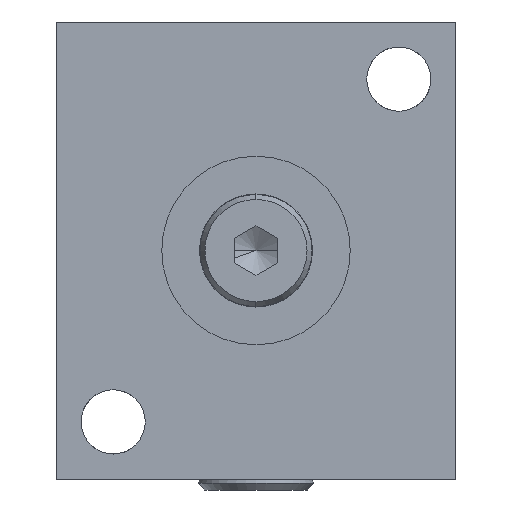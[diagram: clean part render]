
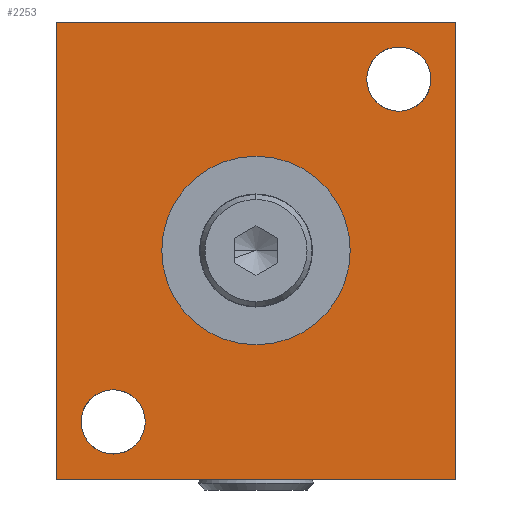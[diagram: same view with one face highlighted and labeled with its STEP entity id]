
A CAD part, left-side view. The second image highlights one B-rep face of the part: STEP entity #2253.
In plain terms, the highlighted planar face has unit normal (-1, 0, 0).
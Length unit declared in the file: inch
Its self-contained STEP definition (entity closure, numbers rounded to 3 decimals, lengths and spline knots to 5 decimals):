
#303=DIRECTION('',(0.,0.,-1.));
#304=VECTOR('',#303,2.);
#305=CARTESIAN_POINT('',(-4.875,0.875,1.));
#306=LINE('',#305,#304);
#307=DIRECTION('',(0.,1.,0.));
#308=VECTOR('',#307,1.75);
#309=CARTESIAN_POINT('',(-4.875,-0.875,1.));
#310=LINE('',#309,#308);
#311=DIRECTION('',(0.,0.,1.));
#312=VECTOR('',#311,2.);
#313=CARTESIAN_POINT('',(-4.875,-0.875,-1.));
#314=LINE('',#313,#312);
#315=DIRECTION('',(0.,-1.,0.));
#316=VECTOR('',#315,1.75);
#317=CARTESIAN_POINT('',(-4.875,0.875,-1.));
#318=LINE('',#317,#316);
#319=CARTESIAN_POINT('',(-4.875,0.,0.));
#320=DIRECTION('',(-1.,0.,0.));
#321=DIRECTION('',(0.,1.,0.));
#322=AXIS2_PLACEMENT_3D('',#319,#320,#321);
#324=CARTESIAN_POINT('',(-4.875,0.,0.));
#325=DIRECTION('',(-1.,0.,0.));
#326=DIRECTION('',(0.,-1.,0.));
#327=AXIS2_PLACEMENT_3D('',#324,#325,#326);
#329=CARTESIAN_POINT('',(-4.875,-0.625,0.75));
#330=DIRECTION('',(-1.,0.,0.));
#331=DIRECTION('',(0.,-1.,0.));
#332=AXIS2_PLACEMENT_3D('',#329,#330,#331);
#334=CARTESIAN_POINT('',(-4.875,-0.625,0.75));
#335=DIRECTION('',(-1.,0.,0.));
#336=DIRECTION('',(0.,1.,0.));
#337=AXIS2_PLACEMENT_3D('',#334,#335,#336);
#339=CARTESIAN_POINT('',(-4.875,0.625,-0.75));
#340=DIRECTION('',(-1.,0.,0.));
#341=DIRECTION('',(0.,-1.,0.));
#342=AXIS2_PLACEMENT_3D('',#339,#340,#341);
#344=CARTESIAN_POINT('',(-4.875,0.625,-0.75));
#345=DIRECTION('',(-1.,0.,0.));
#346=DIRECTION('',(0.,1.,0.));
#347=AXIS2_PLACEMENT_3D('',#344,#345,#346);
#1498=CARTESIAN_POINT('',(-4.875,0.875,1.));
#1499=CARTESIAN_POINT('',(-4.875,0.875,-1.));
#1500=VERTEX_POINT('',#1498);
#1501=VERTEX_POINT('',#1499);
#1502=CARTESIAN_POINT('',(-4.875,-0.875,-1.));
#1503=VERTEX_POINT('',#1502);
#1504=CARTESIAN_POINT('',(-4.875,-0.875,1.));
#1505=VERTEX_POINT('',#1504);
#1576=CARTESIAN_POINT('',(-4.875,0.4125,0.));
#1577=CARTESIAN_POINT('',(-4.875,-0.4125,0.));
#1578=VERTEX_POINT('',#1576);
#1579=VERTEX_POINT('',#1577);
#1584=CARTESIAN_POINT('',(-4.875,-0.7655,0.75));
#1585=CARTESIAN_POINT('',(-4.875,-0.4845,0.75));
#1586=VERTEX_POINT('',#1584);
#1587=VERTEX_POINT('',#1585);
#1600=CARTESIAN_POINT('',(-4.875,0.4845,-0.75));
#1601=CARTESIAN_POINT('',(-4.875,0.7655,-0.75));
#1602=VERTEX_POINT('',#1600);
#1603=VERTEX_POINT('',#1601);
#2221=CARTESIAN_POINT('',(-4.875,0.,0.));
#2222=DIRECTION('',(-1.,0.,0.));
#2223=DIRECTION('',(0.,0.,1.));
#2224=AXIS2_PLACEMENT_3D('',#2221,#2222,#2223);
#2225=PLANE('',#2224);
#2227=ORIENTED_EDGE('',*,*,#2226,.F.);
#2229=ORIENTED_EDGE('',*,*,#2228,.F.);
#2231=ORIENTED_EDGE('',*,*,#2230,.F.);
#2233=ORIENTED_EDGE('',*,*,#2232,.F.);
#2234=EDGE_LOOP('',(#2227,#2229,#2231,#2233));
#2235=FACE_OUTER_BOUND('',#2234,.F.);
#2236=ORIENTED_EDGE('',*,*,#2211,.T.);
#2238=ORIENTED_EDGE('',*,*,#2237,.T.);
#2239=EDGE_LOOP('',(#2236,#2238));
#2240=FACE_BOUND('',#2239,.F.);
#2242=ORIENTED_EDGE('',*,*,#2241,.T.);
#2244=ORIENTED_EDGE('',*,*,#2243,.T.);
#2245=EDGE_LOOP('',(#2242,#2244));
#2246=FACE_BOUND('',#2245,.F.);
#2248=ORIENTED_EDGE('',*,*,#2247,.T.);
#2250=ORIENTED_EDGE('',*,*,#2249,.T.);
#2251=EDGE_LOOP('',(#2248,#2250));
#2252=FACE_BOUND('',#2251,.F.);
#2253=ADVANCED_FACE('',(#2235,#2240,#2246,#2252),#2225,.T.);
#323=CIRCLE('',#322,0.4125);
#328=CIRCLE('',#327,0.4125);
#333=CIRCLE('',#332,0.1405);
#338=CIRCLE('',#337,0.1405);
#343=CIRCLE('',#342,0.1405);
#348=CIRCLE('',#347,0.1405);
#2211=EDGE_CURVE('',#1578,#1579,#323,.T.);
#2226=EDGE_CURVE('',#1500,#1501,#306,.T.);
#2228=EDGE_CURVE('',#1505,#1500,#310,.T.);
#2230=EDGE_CURVE('',#1503,#1505,#314,.T.);
#2232=EDGE_CURVE('',#1501,#1503,#318,.T.);
#2237=EDGE_CURVE('',#1579,#1578,#328,.T.);
#2241=EDGE_CURVE('',#1586,#1587,#333,.T.);
#2243=EDGE_CURVE('',#1587,#1586,#338,.T.);
#2247=EDGE_CURVE('',#1602,#1603,#343,.T.);
#2249=EDGE_CURVE('',#1603,#1602,#348,.T.);
